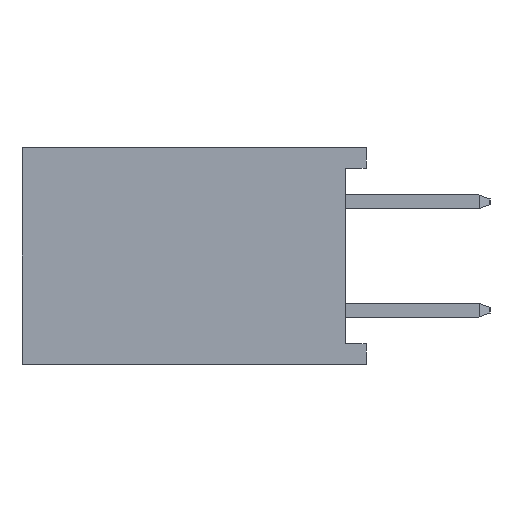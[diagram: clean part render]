
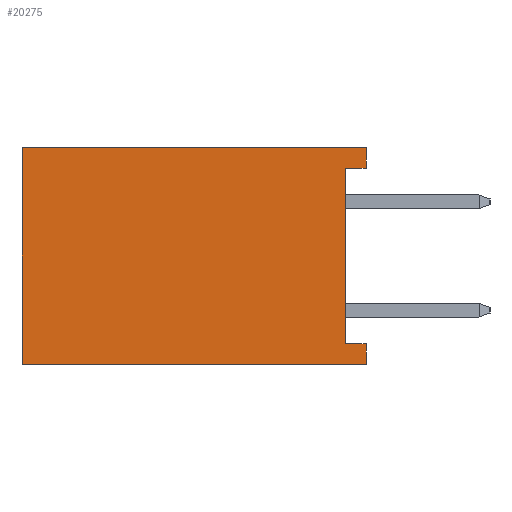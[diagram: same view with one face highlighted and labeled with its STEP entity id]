
A CAD part, left-side view. The second image highlights one B-rep face of the part: STEP entity #20275.
In plain terms, the highlighted planar face has unit normal (-1, 0, 0).
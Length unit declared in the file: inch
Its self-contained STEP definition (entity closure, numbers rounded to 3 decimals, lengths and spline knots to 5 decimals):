
#4507=ORIENTED_EDGE('',*,*,#8105,.T.);
#4508=ORIENTED_EDGE('',*,*,#7857,.T.);
#4509=ORIENTED_EDGE('',*,*,#7995,.F.);
#4510=ORIENTED_EDGE('',*,*,#8163,.F.);
#4511=ORIENTED_EDGE('',*,*,#7989,.T.);
#4512=ORIENTED_EDGE('',*,*,#7933,.T.);
#4513=ORIENTED_EDGE('',*,*,#8162,.T.);
#4514=ORIENTED_EDGE('',*,*,#8164,.T.);
#7857=EDGE_CURVE('',#10050,#10049,#12525,.T.);
#7933=EDGE_CURVE('',#10126,#10125,#12601,.T.);
#7989=EDGE_CURVE('',#10163,#10126,#12657,.T.);
#7995=EDGE_CURVE('',#10167,#10049,#12663,.T.);
#8105=EDGE_CURVE('',#10240,#10050,#12773,.T.);
#8162=EDGE_CURVE('',#10125,#10278,#12830,.T.);
#8163=EDGE_CURVE('',#10163,#10167,#12831,.T.);
#8164=EDGE_CURVE('',#10278,#10240,#12832,.T.);
#10049=VERTEX_POINT('',#30888);
#10050=VERTEX_POINT('',#30890);
#10125=VERTEX_POINT('',#31059);
#10126=VERTEX_POINT('',#31061);
#10163=VERTEX_POINT('',#31155);
#10167=VERTEX_POINT('',#31165);
#10240=VERTEX_POINT('',#31366);
#10278=VERTEX_POINT('',#31481);
#12525=LINE('',#30889,#15297);
#12601=LINE('',#31060,#15373);
#12657=LINE('',#31154,#15429);
#12663=LINE('',#31166,#15435);
#12773=LINE('',#31368,#15545);
#12830=LINE('',#31482,#15602);
#12831=LINE('',#31484,#15603);
#12832=LINE('',#31485,#15604);
#15297=VECTOR('',#25287,39.37008);
#15373=VECTOR('',#25401,39.37008);
#15429=VECTOR('',#25459,39.37008);
#15435=VECTOR('',#25467,39.37008);
#15545=VECTOR('',#25615,39.37008);
#15602=VECTOR('',#25710,39.37008);
#15603=VECTOR('',#25713,39.37008);
#15604=VECTOR('',#25714,39.37008);
#16987=EDGE_LOOP('',(#4507,#4508,#4509,#4510,#4511,#4512,#4513,#4514));
#18155=FACE_BOUND('',#16987,.T.);
#19215=PLANE('',#21434);
#20275=ADVANCED_FACE('',(#18155),#19215,.F.);
#21434=AXIS2_PLACEMENT_3D('',#31483,#25711,#25712);
#25287=DIRECTION('',(0.,0.,1.));
#25401=DIRECTION('',(0.,0.,1.));
#25459=DIRECTION('',(0.,-1.,0.));
#25467=DIRECTION('',(0.,-1.,0.));
#25615=DIRECTION('',(0.,-1.,0.));
#25710=DIRECTION('',(0.,1.,0.));
#25711=DIRECTION('',(1.,0.,0.));
#25712=DIRECTION('',(0.,0.,-1.));
#25713=DIRECTION('',(0.,0.,1.));
#25714=DIRECTION('',(0.,0.,1.));
#30888=CARTESIAN_POINT('',(0.,0.,0.07875));
#30889=CARTESIAN_POINT('',(0.,0.,-0.07875));
#30890=CARTESIAN_POINT('',(0.,0.,0.06375));
#31059=CARTESIAN_POINT('',(0.,0.,-0.06375));
#31060=CARTESIAN_POINT('',(0.,0.,-0.07875));
#31061=CARTESIAN_POINT('',(0.,0.,-0.07875));
#31154=CARTESIAN_POINT('',(0.,0.25,-0.07875));
#31155=CARTESIAN_POINT('',(0.,0.25,-0.07875));
#31165=CARTESIAN_POINT('',(0.,0.25,0.07875));
#31166=CARTESIAN_POINT('',(0.,0.25,0.07875));
#31366=CARTESIAN_POINT('',(0.,0.015,0.06375));
#31368=CARTESIAN_POINT('',(0.,0.015,0.06375));
#31481=CARTESIAN_POINT('',(0.,0.015,-0.06375));
#31482=CARTESIAN_POINT('',(0.,0.,-0.06375));
#31483=CARTESIAN_POINT('',(0.,0.25,-0.07875));
#31484=CARTESIAN_POINT('',(0.,0.25,-0.07875));
#31485=CARTESIAN_POINT('',(0.,0.015,-0.06375));
